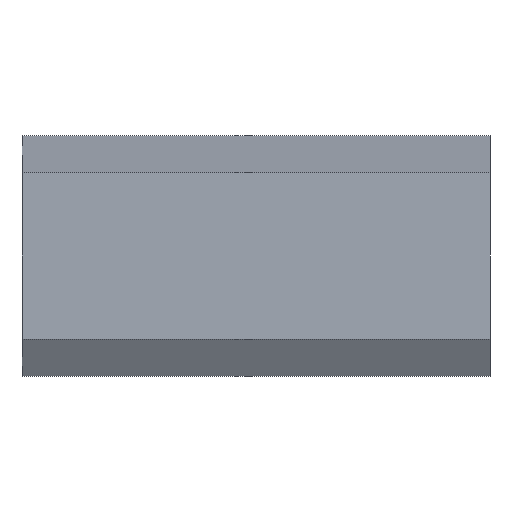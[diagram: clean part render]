
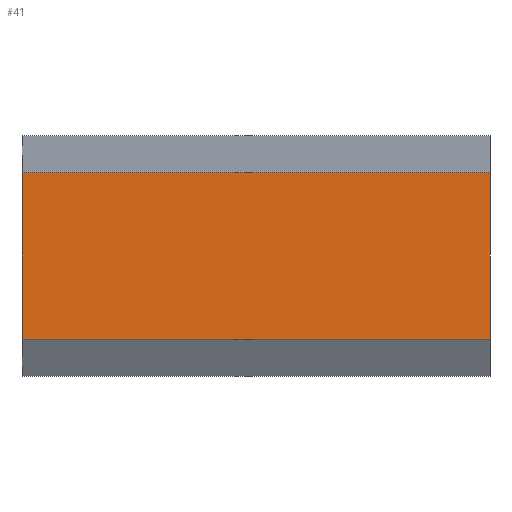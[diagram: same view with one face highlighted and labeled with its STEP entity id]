
A CAD part, left-side view. The second image highlights one B-rep face of the part: STEP entity #41.
In plain terms, the highlighted planar face has unit normal (-1, 0, 0).
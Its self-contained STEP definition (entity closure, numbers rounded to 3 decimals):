
#15 = DIRECTION ( 'NONE',  ( 0., -1., 0. ) ) ;
#41 = ADVANCED_FACE ( 'NONE', ( #459 ), #275, .F. ) ;
#47 = DIRECTION ( 'NONE',  ( 0., 0., 1. ) ) ;
#58 = VECTOR ( 'NONE', #178, 1000. ) ;
#62 = CARTESIAN_POINT ( 'NONE',  ( -89.796, 350., 62.358 ) ) ;
#63 = LINE ( 'NONE', #62, #151 ) ;
#74 = VECTOR ( 'NONE', #47, 1000. ) ;
#88 = VECTOR ( 'NONE', #288, 1000. ) ;
#108 = LINE ( 'NONE', #113, #58 ) ;
#113 = CARTESIAN_POINT ( 'NONE',  ( -89.796, 0., 0. ) ) ;
#119 = CARTESIAN_POINT ( 'NONE',  ( -89.796, 0., 62.358 ) ) ;
#150 = LINE ( 'NONE', #243, #88 ) ;
#151 = VECTOR ( 'NONE', #15, 1000. ) ;
#158 = VERTEX_POINT ( 'NONE', #119 ) ;
#164 = ORIENTED_EDGE ( 'NONE', *, *, #307, .T. ) ;
#178 = DIRECTION ( 'NONE',  ( 0., 0., 1. ) ) ;
#193 = VERTEX_POINT ( 'NONE', #441 ) ;
#196 = VERTEX_POINT ( 'NONE', #343 ) ;
#215 = LINE ( 'NONE', #448, #74 ) ;
#243 = CARTESIAN_POINT ( 'NONE',  ( -89.796, 350., -62.358 ) ) ;
#268 = EDGE_LOOP ( 'NONE', ( #352, #272, #364, #164 ) ) ;
#272 = ORIENTED_EDGE ( 'NONE', *, *, #294, .F. ) ;
#273 = DIRECTION ( 'NONE',  ( 0., 0., -1. ) ) ;
#275 = PLANE ( 'NONE',  #277 ) ;
#276 = DIRECTION ( 'NONE',  ( 1., 0., 0. ) ) ;
#277 = AXIS2_PLACEMENT_3D ( 'NONE', #289, #276, #273 ) ;
#288 = DIRECTION ( 'NONE',  ( 0., -1., 0. ) ) ;
#289 = CARTESIAN_POINT ( 'NONE',  ( -89.796, 350., 0. ) ) ;
#294 = EDGE_CURVE ( 'NONE', #193, #158, #63, .T. ) ;
#307 = EDGE_CURVE ( 'NONE', #431, #196, #150, .T. ) ;
#315 = EDGE_CURVE ( 'NONE', #431, #193, #215, .T. ) ;
#343 = CARTESIAN_POINT ( 'NONE',  ( -89.796, 0., -62.358 ) ) ;
#352 = ORIENTED_EDGE ( 'NONE', *, *, #467, .T. ) ;
#364 = ORIENTED_EDGE ( 'NONE', *, *, #315, .F. ) ;
#378 = CARTESIAN_POINT ( 'NONE',  ( -89.796, 350., -62.358 ) ) ;
#431 = VERTEX_POINT ( 'NONE', #378 ) ;
#441 = CARTESIAN_POINT ( 'NONE',  ( -89.796, 350., 62.358 ) ) ;
#448 = CARTESIAN_POINT ( 'NONE',  ( -89.796, 350., 0. ) ) ;
#459 = FACE_OUTER_BOUND ( 'NONE', #268, .T. ) ;
#467 = EDGE_CURVE ( 'NONE', #196, #158, #108, .T. ) ;
